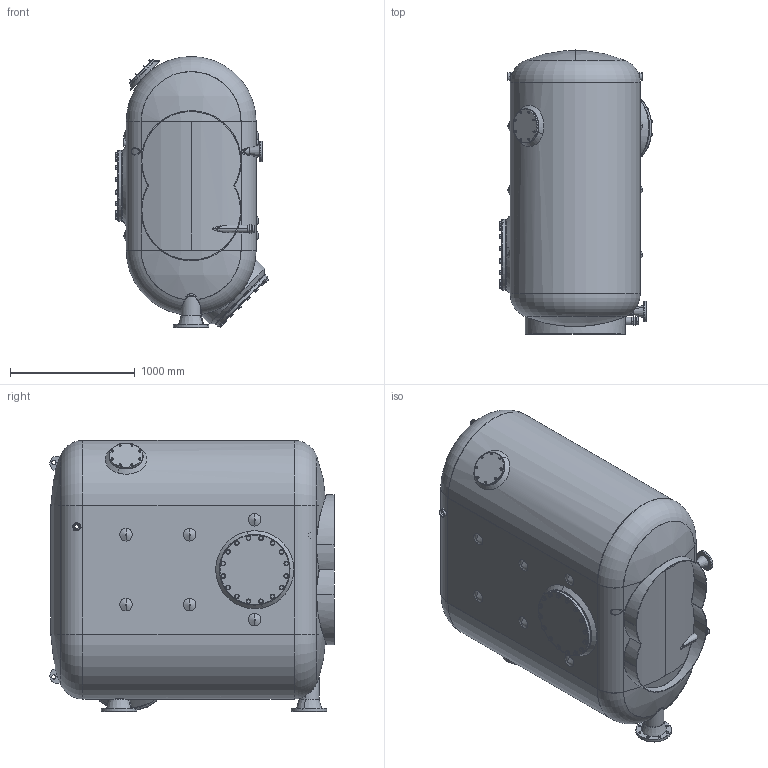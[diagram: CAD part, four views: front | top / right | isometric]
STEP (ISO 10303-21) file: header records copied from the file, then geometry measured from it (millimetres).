
FILE_DESCRIPTION (( 'STEP AP214' ), '1' );
FILE_NAME ('Pacific_1040_L2070.STEP', '2020-02-13T10:50:06', ( '' ), ( '' ), 'SwSTEP 2.0', 'SolidWorks 2019', '' );
FILE_SCHEMA (( 'AUTOMOTIVE_DESIGN' ));
Length unit declared in the file: millimetre
Products named in the file (1): Pacific_1040_L2070
Bounding box: 1219.63 x 2274.23 x 2170 mm (x, y, z)
Volume: 124377688.8 mm3; surface area: 32981735 mm2
Topology: 106 solids, 106 shells, 1467 faces, 3185 edges, 2016 vertices
Faces by surface type: cylinder 568, plane 515, cone 324, torus 31, bspline 24, sphere 5
Entity records: 65109 total; most frequent: CARTESIAN_POINT 15011, DIRECTION 7141, ORIENTED_EDGE 6362, EDGE_CURVE 3181, AXIS2_PLACEMENT_3D 2994, VERTEX_POINT 2016, EDGE_LOOP 1813, UNCERTAINTY_MEASURE_WITH_UNIT 1575
